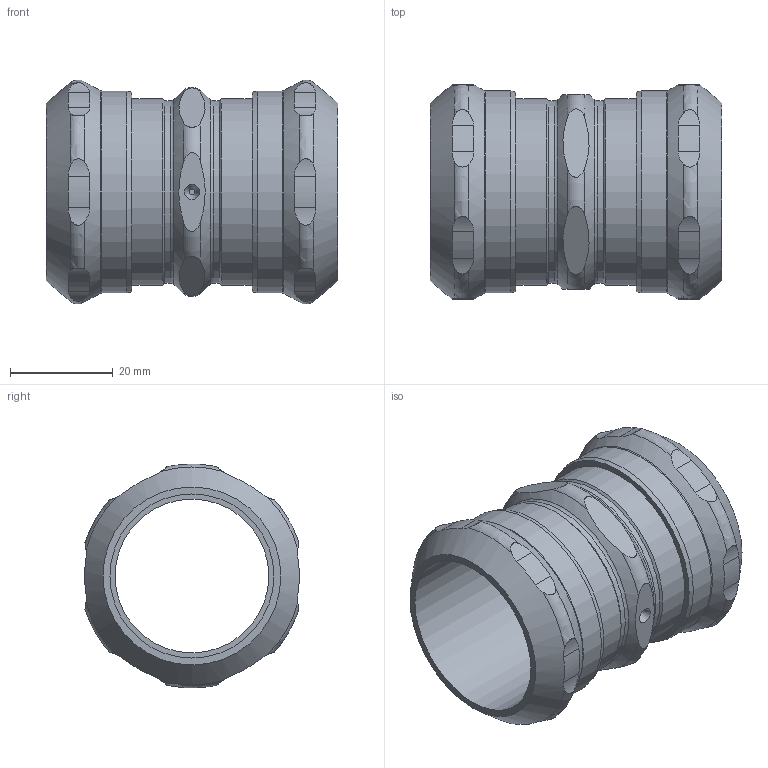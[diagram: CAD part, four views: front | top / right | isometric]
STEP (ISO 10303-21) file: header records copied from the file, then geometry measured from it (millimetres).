
FILE_DESCRIPTION(/* description */ (''),/* implementation_level */ '2;1');
FILE_NAME(/* name */ '',/* time_stamp */ '2025-06-20T10:23:45+07:00',/* author */ ('zeta-72'),/* organization */ (''),/* preprocessor_version */ 'ST-DEVELOPER v19.2',/* originating_system */ 'Autodesk Inventor 2024',/* authorisation */ '');
FILE_SCHEMA (('AUTOMOTIVE_DESIGN { 1 0 10303 214 3 1 1 }'));
Length unit declared in the file: millimetre
Products named in the file (1): ЗЭТА.046.070.000_Муфта соединительная 
IP66_Упростить_2
Bounding box: 56.9 x 41.88 x 43.7 mm (x, y, z)
Volume: 21789.1 mm3; surface area: 14200.8 mm2
Topology: 1 solids, 1 shells, 95 faces, 257 edges, 170 vertices
Faces by surface type: cylinder 45, torus 22, plane 14, cone 14
Full cylindrical faces by diameter (mm): 30 x1, 32 x2, 35.6 x2, 36.4 x2, 39.4 x2
Entity records: 3823 total; most frequent: CARTESIAN_POINT 1379, ORIENTED_EDGE 514, DIRECTION 463, EDGE_CURVE 257, AXIS2_PLACEMENT_3D 208, VERTEX_POINT 170, CIRCLE 112, EDGE_LOOP 103
